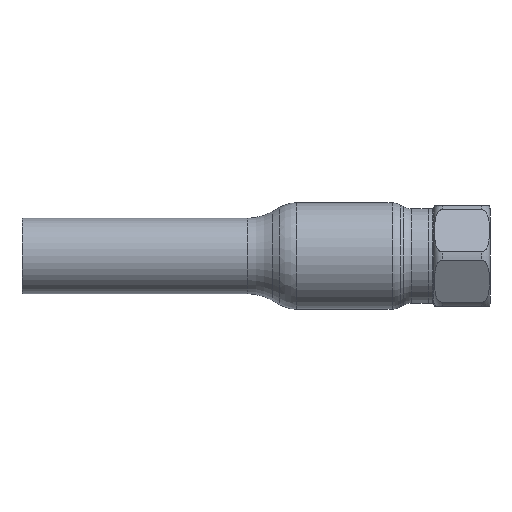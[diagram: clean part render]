
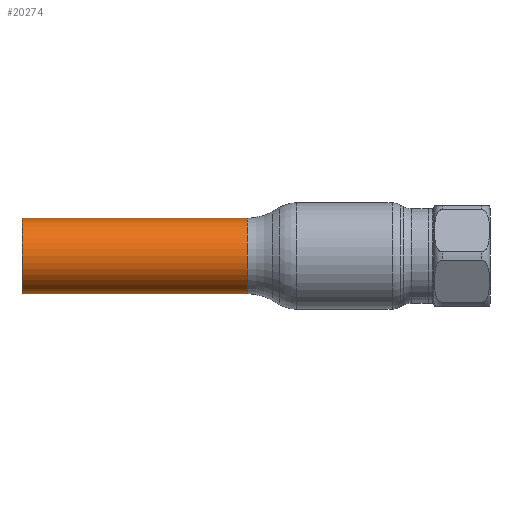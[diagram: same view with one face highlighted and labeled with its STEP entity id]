
A CAD part, front view. The second image highlights one B-rep face of the part: STEP entity #20274.
In plain terms, the highlighted cylindrical face has radius 13.45 mm (diameter 26.9 mm), a partial arc.
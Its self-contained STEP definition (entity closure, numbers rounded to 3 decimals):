
#5 = VECTOR ( 'NONE', #48358, 1000. ) ;
#621 = AXIS2_PLACEMENT_3D ( 'NONE', #54021, #59966, #10868 ) ;
#2485 = CARTESIAN_POINT ( 'NONE',  ( -115., 0., -13.45 ) ) ;
#3077 = CARTESIAN_POINT ( 'NONE',  ( -115., 0., 13.45 ) ) ;
#3290 = AXIS2_PLACEMENT_3D ( 'NONE', #9078, #14302, #19898 ) ;
#3974 = CIRCLE ( 'NONE', #621, 13.45 ) ;
#6020 = EDGE_CURVE ( 'NONE', #14182, #54184, #3974, .T. ) ;
#6795 = VERTEX_POINT ( 'NONE', #3077 ) ;
#7827 = DIRECTION ( 'NONE',  ( -1., 0., 0. ) ) ;
#9078 = CARTESIAN_POINT ( 'NONE',  ( -115., 0., 0. ) ) ;
#10868 = DIRECTION ( 'NONE',  ( 0., 0., 1. ) ) ;
#14053 = CARTESIAN_POINT ( 'NONE',  ( -34.686, 0., -13.45 ) ) ;
#14182 = VERTEX_POINT ( 'NONE', #14053 ) ;
#14302 = DIRECTION ( 'NONE',  ( -1., 0., 0. ) ) ;
#15045 = AXIS2_PLACEMENT_3D ( 'NONE', #28476, #7827, #66818 ) ;
#18503 = LINE ( 'NONE', #41387, #5 ) ;
#19898 = DIRECTION ( 'NONE',  ( 0., 0., 1. ) ) ;
#20274 = ADVANCED_FACE ( 'NONE', ( #47544 ), #38031, .T. ) ;
#28476 = CARTESIAN_POINT ( 'NONE',  ( -62.69, 0., 0. ) ) ;
#30862 = ORIENTED_EDGE ( 'NONE', *, *, #41829, .T. ) ;
#32966 = ORIENTED_EDGE ( 'NONE', *, *, #6020, .T. ) ;
#36676 = ORIENTED_EDGE ( 'NONE', *, *, #37509, .F. ) ;
#37509 = EDGE_CURVE ( 'NONE', #14182, #59368, #18503, .T. ) ;
#38031 = CYLINDRICAL_SURFACE ( 'NONE', #15045, 13.45 ) ;
#40472 = EDGE_CURVE ( 'NONE', #59368, #6795, #47060, .T. ) ;
#41387 = CARTESIAN_POINT ( 'NONE',  ( -62.69, 0., -13.45 ) ) ;
#41829 = EDGE_CURVE ( 'NONE', #54184, #6795, #50634, .T. ) ;
#46540 = ORIENTED_EDGE ( 'NONE', *, *, #40472, .F. ) ;
#47060 = CIRCLE ( 'NONE', #3290, 13.45 ) ;
#47544 = FACE_OUTER_BOUND ( 'NONE', #48601, .T. ) ;
#48358 = DIRECTION ( 'NONE',  ( -1., 0., 0. ) ) ;
#48601 = EDGE_LOOP ( 'NONE', ( #36676, #32966, #30862, #46540 ) ) ;
#50634 = LINE ( 'NONE', #60775, #56121 ) ;
#54021 = CARTESIAN_POINT ( 'NONE',  ( -34.686, 0., 0. ) ) ;
#54184 = VERTEX_POINT ( 'NONE', #64131 ) ;
#55503 = DIRECTION ( 'NONE',  ( -1., 0., 0. ) ) ;
#56121 = VECTOR ( 'NONE', #55503, 1000. ) ;
#59368 = VERTEX_POINT ( 'NONE', #2485 ) ;
#59966 = DIRECTION ( 'NONE',  ( -1., 0., 0. ) ) ;
#60775 = CARTESIAN_POINT ( 'NONE',  ( -62.69, 0., 13.45 ) ) ;
#64131 = CARTESIAN_POINT ( 'NONE',  ( -34.686, 0., 13.45 ) ) ;
#66818 = DIRECTION ( 'NONE',  ( 0., 0., 1. ) ) ;
